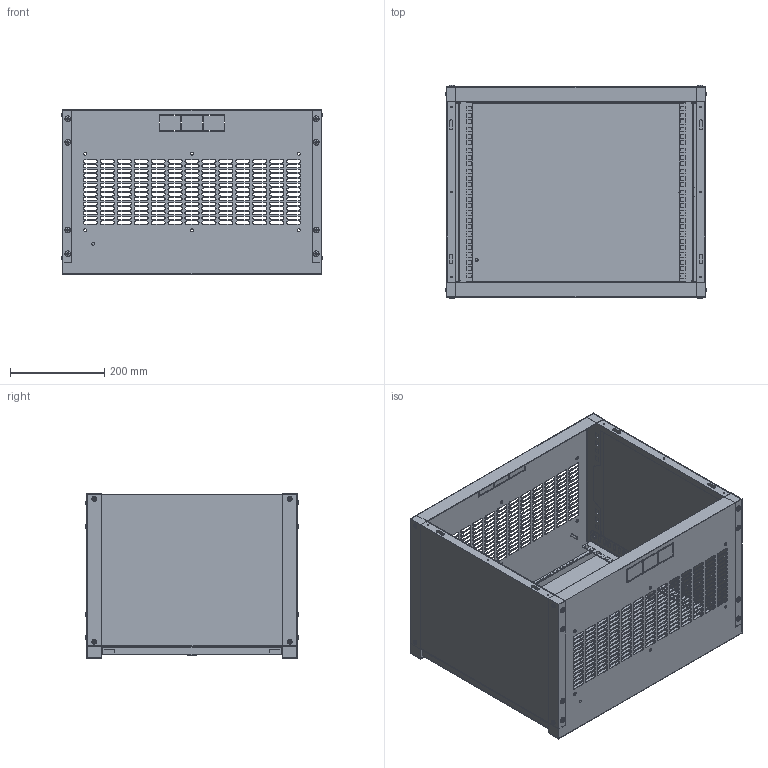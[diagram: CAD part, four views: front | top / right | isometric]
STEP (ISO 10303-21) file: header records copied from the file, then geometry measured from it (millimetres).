
FILE_DESCRIPTION (( 'STEP AP214' ), '1' );
FILE_NAME ('ITK_LINEA_WE_550x350x9U_Me.STEP', '2018-11-28T06:56:33', ( '' ), ( '' ), 'SwSTEP 2.0', 'SolidWorks 2014', '' );
FILE_SCHEMA (( 'AUTOMOTIVE_DESIGN' ));
Length unit declared in the file: millimetre
Products named in the file (9): Ugolok_9U; Bokovina_550x350_9U; Bokovina_9U; Osnovanie_550x350; Gayka; ITK_LINEA_WE_550x350x9U_Me; Vint_rezb_Œ4å6; Vint_01; Dver_me_9U
Assembly tree (38 placements, depth 3):
  ITK_LINEA_WE_550x350x9U_Me
    Osnovanie_550x350  x2
    Bokovina_550x350_9U  x2
      Bokovina_9U
      Gayka
    Dver_me_9U
    Ugolok_9U  x2
    Vint_01  x20
    Vint_rezb_Œ4å6  x8
Bounding box: 554.72 x 453.86 x 350 mm (x, y, z)
Volume: 1168357.7 mm3; surface area: 2307521.1 mm2
Topology: 39 solids, 39 shells, 4281 faces, 12122 edges, 7950 vertices
Faces by surface type: plane 2741, cylinder 1364, bspline 96, sphere 56, torus 16, cone 8
Entity records: 57642 total; most frequent: CARTESIAN_POINT 10322, ORIENTED_EDGE 9736, DIRECTION 9512, EDGE_CURVE 4868, VECTOR 3576, LINE 3576, VERTEX_POINT 3218, AXIS2_PLACEMENT_3D 2968
